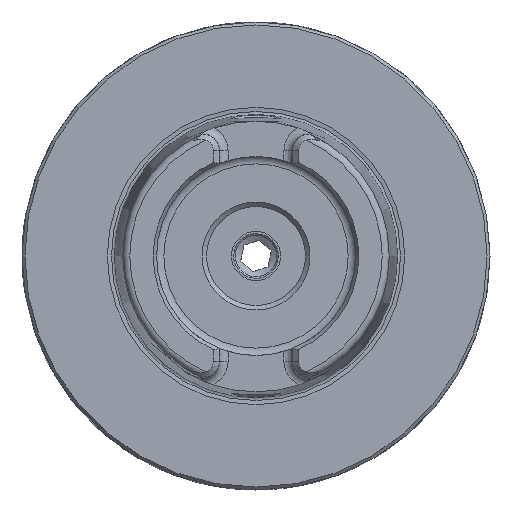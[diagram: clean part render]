
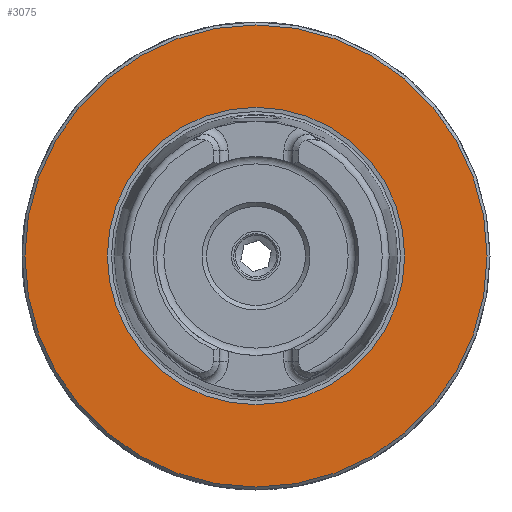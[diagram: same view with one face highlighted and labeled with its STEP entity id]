
A CAD part, left-side view. The second image highlights one B-rep face of the part: STEP entity #3075.
In plain terms, the highlighted planar face has unit normal (-1, 0, 0).
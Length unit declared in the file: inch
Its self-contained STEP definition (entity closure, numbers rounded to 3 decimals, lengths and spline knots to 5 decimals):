
#3041=CARTESIAN_POINT('',(0.0,1.55512,0.));
#3042=VERTEX_POINT('',#3041);
#3043=CARTESIAN_POINT('',(0.0,0.0,0.0));
#3044=DIRECTION('',(1.0,0.0,0.0));
#3045=DIRECTION('',(0.0,-1.0,0.0));
#3046=AXIS2_PLACEMENT_3D('',#3043,#3044,#3045);
#3047=CIRCLE('',#3046,1.55512);
#3048=EDGE_CURVE('',#3042,#3042,#3047,.T.);
#3056=CARTESIAN_POINT('',(0.0,0.7874,0.0));
#3057=DIRECTION('',(-1.0,0.0,0.0));
#3058=DIRECTION('',(0.0,0.0,1.0));
#3059=AXIS2_PLACEMENT_3D('',#3056,#3057,#3058);
#3060=PLANE('',#3059);
#3061=ORIENTED_EDGE('',*,*,#3048,.F.);
#3062=EDGE_LOOP('',(#3061));
#3063=FACE_OUTER_BOUND('',#3062,.T.);
#3064=CARTESIAN_POINT('',(0.0,1.0008,0.0));
#3065=VERTEX_POINT('',#3064);
#3066=CARTESIAN_POINT('',(0.0,0.0,0.0));
#3067=DIRECTION('',(1.0,0.0,0.0));
#3068=DIRECTION('',(0.0,1.0,0.0));
#3069=AXIS2_PLACEMENT_3D('',#3066,#3067,#3068);
#3070=CIRCLE('',#3069,1.0008);
#3071=EDGE_CURVE('',#3065,#3065,#3070,.T.);
#3072=ORIENTED_EDGE('',*,*,#3071,.T.);
#3073=EDGE_LOOP('',(#3072));
#3074=FACE_BOUND('',#3073,.T.);
#3075=ADVANCED_FACE('',(#3063,#3074),#3060,.T.);
